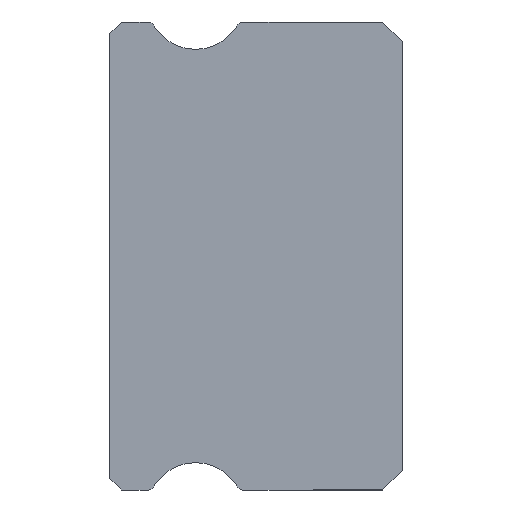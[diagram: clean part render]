
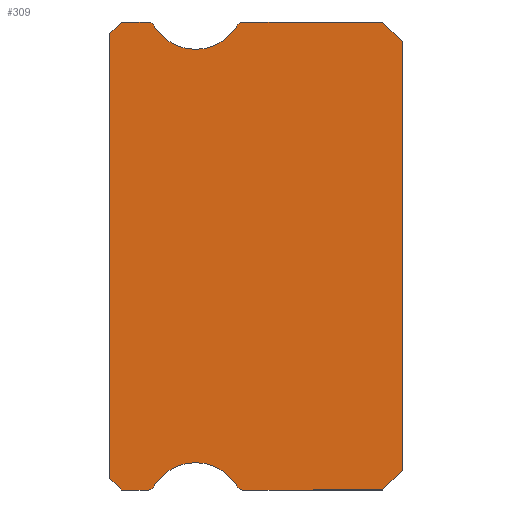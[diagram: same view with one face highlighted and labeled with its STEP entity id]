
A CAD part, left-side view. The second image highlights one B-rep face of the part: STEP entity #309.
In plain terms, the highlighted planar face has unit normal (-1, 0, 0).
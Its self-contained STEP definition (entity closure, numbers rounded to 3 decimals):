
#1 = LINE ( 'NONE', #483, #128 ) ;
#4 = ORIENTED_EDGE ( 'NONE', *, *, #1464, .T. ) ;
#7 = EDGE_CURVE ( 'NONE', #608, #1803, #1062, .T. ) ;
#11 = LINE ( 'NONE', #500, #1233 ) ;
#18 = AXIS2_PLACEMENT_3D ( 'NONE', #789, #1669, #2174 ) ;
#42 = CARTESIAN_POINT ( 'NONE',  ( -12.5, 0., 5.5 ) ) ;
#50 = CARTESIAN_POINT ( 'NONE',  ( -12.5, 4.088, 5.85 ) ) ;
#89 = DIRECTION ( 'NONE',  ( 1., 0., 0. ) ) ;
#96 = DIRECTION ( 'NONE',  ( 1., 0., 0. ) ) ;
#112 = EDGE_CURVE ( 'NONE', #1553, #1672, #343, .T. ) ;
#128 = VECTOR ( 'NONE', #1560, 1000. ) ;
#145 = DIRECTION ( 'NONE',  ( 0., 0., -1. ) ) ;
#159 = LINE ( 'NONE', #1691, #186 ) ;
#168 = VECTOR ( 'NONE', #1872, 1000. ) ;
#180 = ORIENTED_EDGE ( 'NONE', *, *, #740, .T. ) ;
#186 = VECTOR ( 'NONE', #311, 1000. ) ;
#198 = ORIENTED_EDGE ( 'NONE', *, *, #1749, .F. ) ;
#236 = AXIS2_PLACEMENT_3D ( 'NONE', #2161, #1833, #486 ) ;
#309 = ADVANCED_FACE ( 'NONE', ( #1329 ), #414, .F. ) ;
#311 = DIRECTION ( 'NONE',  ( 0., 0.707, -0.707 ) ) ;
#313 = ORIENTED_EDGE ( 'NONE', *, *, #679, .F. ) ;
#322 = CARTESIAN_POINT ( 'NONE',  ( -12.5, 6.512, 5.85 ) ) ;
#327 = CARTESIAN_POINT ( 'NONE',  ( -12.5, 7.2, 6. ) ) ;
#343 = CIRCLE ( 'NONE', #2216, 0.15 ) ;
#390 = ORIENTED_EDGE ( 'NONE', *, *, #699, .T. ) ;
#397 = ORIENTED_EDGE ( 'NONE', *, *, #1663, .F. ) ;
#407 = VERTEX_POINT ( 'NONE', #1960 ) ;
#414 = PLANE ( 'NONE',  #1388 ) ;
#472 = VERTEX_POINT ( 'NONE', #1753 ) ;
#483 = CARTESIAN_POINT ( 'NONE',  ( -12.5, 6.512, -6. ) ) ;
#486 = DIRECTION ( 'NONE',  ( 0., 0., -1. ) ) ;
#500 = CARTESIAN_POINT ( 'NONE',  ( -12.5, 6.512, -6. ) ) ;
#507 = CARTESIAN_POINT ( 'NONE',  ( -12.5, 6.512, 6. ) ) ;
#549 = AXIS2_PLACEMENT_3D ( 'NONE', #322, #1169, #990 ) ;
#595 = VERTEX_POINT ( 'NONE', #2147 ) ;
#603 = DIRECTION ( 'NONE',  ( 1., 0., 0. ) ) ;
#607 = ORIENTED_EDGE ( 'NONE', *, *, #729, .F. ) ;
#608 = VERTEX_POINT ( 'NONE', #1643 ) ;
#625 = AXIS2_PLACEMENT_3D ( 'NONE', #1534, #2198, #145 ) ;
#645 = ORIENTED_EDGE ( 'NONE', *, *, #1586, .F. ) ;
#660 = DIRECTION ( 'NONE',  ( 0., 0., 1. ) ) ;
#679 = EDGE_CURVE ( 'NONE', #1866, #1553, #1625, .T. ) ;
#699 = EDGE_CURVE ( 'NONE', #2060, #407, #2040, .T. ) ;
#705 = CARTESIAN_POINT ( 'NONE',  ( -12.5, 4.217, -5.925 ) ) ;
#729 = EDGE_CURVE ( 'NONE', #595, #1298, #1, .T. ) ;
#740 = EDGE_CURVE ( 'NONE', #608, #472, #842, .T. ) ;
#770 = CIRCLE ( 'NONE', #625, 1.25 ) ;
#782 = ORIENTED_EDGE ( 'NONE', *, *, #1790, .F. ) ;
#783 = DIRECTION ( 'NONE',  ( 0., 0., -1. ) ) ;
#789 = CARTESIAN_POINT ( 'NONE',  ( -12.5, 5.3, 6.55 ) ) ;
#812 = DIRECTION ( 'NONE',  ( 0., 0., -1. ) ) ;
#842 = LINE ( 'NONE', #1843, #1497 ) ;
#860 = ORIENTED_EDGE ( 'NONE', *, *, #112, .F. ) ;
#866 = CIRCLE ( 'NONE', #236, 1.25 ) ;
#902 = CARTESIAN_POINT ( 'NONE',  ( -12.5, 4.217, 5.925 ) ) ;
#910 = DIRECTION ( 'NONE',  ( 0., 0., -1. ) ) ;
#914 = CIRCLE ( 'NONE', #1615, 0.15 ) ;
#925 = ORIENTED_EDGE ( 'NONE', *, *, #1332, .F. ) ;
#976 = CARTESIAN_POINT ( 'NONE',  ( -12.5, 6.512, 6. ) ) ;
#985 = VERTEX_POINT ( 'NONE', #705 ) ;
#987 = CARTESIAN_POINT ( 'NONE',  ( -12.5, 0., -5.5 ) ) ;
#990 = DIRECTION ( 'NONE',  ( 0., 0., -1. ) ) ;
#1007 = VECTOR ( 'NONE', #1224, 1000. ) ;
#1022 = CARTESIAN_POINT ( 'NONE',  ( -12.5, 5.3, 5.3 ) ) ;
#1026 = EDGE_CURVE ( 'NONE', #1672, #1242, #2061, .T. ) ;
#1048 = DIRECTION ( 'NONE',  ( 0., -0.707, -0.707 ) ) ;
#1057 = LINE ( 'NONE', #2080, #1760 ) ;
#1062 = LINE ( 'NONE', #1185, #2167 ) ;
#1104 = CARTESIAN_POINT ( 'NONE',  ( -12.5, 4.088, -6. ) ) ;
#1156 = CARTESIAN_POINT ( 'NONE',  ( -12.5, 6.512, -5.85 ) ) ;
#1169 = DIRECTION ( 'NONE',  ( 1., 0., 0. ) ) ;
#1185 = CARTESIAN_POINT ( 'NONE',  ( -12.5, 7.5, 5.85 ) ) ;
#1187 = CIRCLE ( 'NONE', #2067, 0.15 ) ;
#1188 = DIRECTION ( 'NONE',  ( 0., 1., 0. ) ) ;
#1224 = DIRECTION ( 'NONE',  ( 0., 0., 1. ) ) ;
#1233 = VECTOR ( 'NONE', #1539, 1000. ) ;
#1234 = CIRCLE ( 'NONE', #549, 0.15 ) ;
#1236 = CARTESIAN_POINT ( 'NONE',  ( -12.5, 7.5, 5.7 ) ) ;
#1242 = VERTEX_POINT ( 'NONE', #1271 ) ;
#1251 = EDGE_LOOP ( 'NONE', ( #4, #1644, #180, #2169, #397, #782, #925, #607, #1562, #1289, #645, #1417, #860, #313, #1333, #198, #390 ) ) ;
#1267 = VERTEX_POINT ( 'NONE', #1934 ) ;
#1271 = CARTESIAN_POINT ( 'NONE',  ( -12.5, 0.5, 6. ) ) ;
#1289 = ORIENTED_EDGE ( 'NONE', *, *, #1467, .T. ) ;
#1298 = VERTEX_POINT ( 'NONE', #1104 ) ;
#1329 = FACE_OUTER_BOUND ( 'NONE', #1251, .T. ) ;
#1332 = EDGE_CURVE ( 'NONE', #1298, #985, #1187, .T. ) ;
#1333 = ORIENTED_EDGE ( 'NONE', *, *, #1431, .F. ) ;
#1388 = AXIS2_PLACEMENT_3D ( 'NONE', #1999, #96, #812 ) ;
#1413 = DIRECTION ( 'NONE',  ( 0., 0.707, -0.707 ) ) ;
#1416 = VERTEX_POINT ( 'NONE', #2020 ) ;
#1417 = ORIENTED_EDGE ( 'NONE', *, *, #1026, .F. ) ;
#1431 = EDGE_CURVE ( 'NONE', #2059, #1866, #866, .T. ) ;
#1464 = EDGE_CURVE ( 'NONE', #407, #1803, #2033, .T. ) ;
#1467 = EDGE_CURVE ( 'NONE', #2000, #1416, #1599, .T. ) ;
#1497 = VECTOR ( 'NONE', #1048, 1000. ) ;
#1534 = CARTESIAN_POINT ( 'NONE',  ( -12.5, 5.3, -6.55 ) ) ;
#1539 = DIRECTION ( 'NONE',  ( 0., -1., 0. ) ) ;
#1553 = VERTEX_POINT ( 'NONE', #902 ) ;
#1560 = DIRECTION ( 'NONE',  ( 0., 1., 0. ) ) ;
#1562 = ORIENTED_EDGE ( 'NONE', *, *, #1779, .F. ) ;
#1586 = EDGE_CURVE ( 'NONE', #1242, #1416, #1057, .T. ) ;
#1588 = DIRECTION ( 'NONE',  ( 1., 0., 0. ) ) ;
#1596 = CARTESIAN_POINT ( 'NONE',  ( -12.5, 4.088, -5.85 ) ) ;
#1599 = LINE ( 'NONE', #42, #1007 ) ;
#1615 = AXIS2_PLACEMENT_3D ( 'NONE', #1156, #603, #1825 ) ;
#1625 = CIRCLE ( 'NONE', #18, 1.25 ) ;
#1643 = CARTESIAN_POINT ( 'NONE',  ( -12.5, 7.5, -5.7 ) ) ;
#1644 = ORIENTED_EDGE ( 'NONE', *, *, #7, .F. ) ;
#1646 = CARTESIAN_POINT ( 'NONE',  ( -12.5, 6.383, 5.925 ) ) ;
#1663 = EDGE_CURVE ( 'NONE', #1267, #1990, #914, .T. ) ;
#1669 = DIRECTION ( 'NONE',  ( -1., 0., 0. ) ) ;
#1672 = VERTEX_POINT ( 'NONE', #2132 ) ;
#1691 = CARTESIAN_POINT ( 'NONE',  ( -12.5, 0., -5.5 ) ) ;
#1749 = EDGE_CURVE ( 'NONE', #2060, #2059, #1234, .T. ) ;
#1753 = CARTESIAN_POINT ( 'NONE',  ( -12.5, 7.2, -6. ) ) ;
#1760 = VECTOR ( 'NONE', #1898, 1000. ) ;
#1779 = EDGE_CURVE ( 'NONE', #2000, #595, #159, .T. ) ;
#1790 = EDGE_CURVE ( 'NONE', #985, #1267, #770, .T. ) ;
#1803 = VERTEX_POINT ( 'NONE', #2026 ) ;
#1825 = DIRECTION ( 'NONE',  ( 0., 0., -1. ) ) ;
#1833 = DIRECTION ( 'NONE',  ( -1., 0., 0. ) ) ;
#1843 = CARTESIAN_POINT ( 'NONE',  ( -12.5, 7.2, -6. ) ) ;
#1853 = VECTOR ( 'NONE', #1413, 1000. ) ;
#1866 = VERTEX_POINT ( 'NONE', #1022 ) ;
#1872 = DIRECTION ( 'NONE',  ( 0., -1., 0. ) ) ;
#1898 = DIRECTION ( 'NONE',  ( 0., -0.707, -0.707 ) ) ;
#1934 = CARTESIAN_POINT ( 'NONE',  ( -12.5, 6.383, -5.925 ) ) ;
#1960 = CARTESIAN_POINT ( 'NONE',  ( -12.5, 7.2, 6. ) ) ;
#1990 = VERTEX_POINT ( 'NONE', #2021 ) ;
#1999 = CARTESIAN_POINT ( 'NONE',  ( -12.5, 6.512, 5.85 ) ) ;
#2000 = VERTEX_POINT ( 'NONE', #987 ) ;
#2020 = CARTESIAN_POINT ( 'NONE',  ( -12.5, 0., 5.5 ) ) ;
#2021 = CARTESIAN_POINT ( 'NONE',  ( -12.5, 6.512, -6. ) ) ;
#2026 = CARTESIAN_POINT ( 'NONE',  ( -12.5, 7.5, 5.7 ) ) ;
#2033 = LINE ( 'NONE', #1236, #1853 ) ;
#2040 = LINE ( 'NONE', #327, #2165 ) ;
#2059 = VERTEX_POINT ( 'NONE', #1646 ) ;
#2060 = VERTEX_POINT ( 'NONE', #976 ) ;
#2061 = LINE ( 'NONE', #507, #168 ) ;
#2067 = AXIS2_PLACEMENT_3D ( 'NONE', #1596, #89, #783 ) ;
#2080 = CARTESIAN_POINT ( 'NONE',  ( -12.5, 0.5, 6. ) ) ;
#2132 = CARTESIAN_POINT ( 'NONE',  ( -12.5, 4.088, 6. ) ) ;
#2147 = CARTESIAN_POINT ( 'NONE',  ( -12.5, 0.5, -6. ) ) ;
#2161 = CARTESIAN_POINT ( 'NONE',  ( -12.5, 5.3, 6.55 ) ) ;
#2165 = VECTOR ( 'NONE', #1188, 1000. ) ;
#2167 = VECTOR ( 'NONE', #660, 1000. ) ;
#2169 = ORIENTED_EDGE ( 'NONE', *, *, #2212, .T. ) ;
#2174 = DIRECTION ( 'NONE',  ( 0., 0., -1. ) ) ;
#2198 = DIRECTION ( 'NONE',  ( -1., 0., 0. ) ) ;
#2212 = EDGE_CURVE ( 'NONE', #472, #1990, #11, .T. ) ;
#2216 = AXIS2_PLACEMENT_3D ( 'NONE', #50, #1588, #910 ) ;
